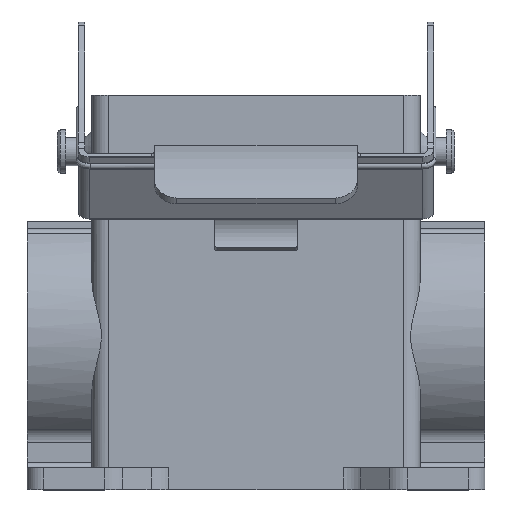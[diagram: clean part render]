
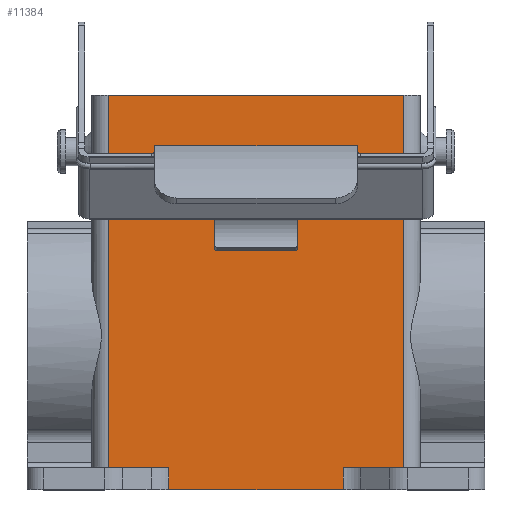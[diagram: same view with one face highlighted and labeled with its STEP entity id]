
A CAD part, top view. The second image highlights one B-rep face of the part: STEP entity #11384.
In plain terms, the highlighted planar face has unit normal (0, 0, 1).
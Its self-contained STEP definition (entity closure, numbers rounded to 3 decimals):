
#177 = DIRECTION ( 'NONE',  ( 1., 0., 0. ) ) ;
#197 = DIRECTION ( 'NONE',  ( 0., -1., 0. ) ) ;
#198 = CARTESIAN_POINT ( 'NONE',  ( 68.75, 72., -6.75 ) ) ;
#199 = CARTESIAN_POINT ( 'NONE',  ( 14.75, 4., -6.75 ) ) ;
#2271 = VECTOR ( 'NONE', #3019, 1000. ) ;
#2273 = VECTOR ( 'NONE', #197, 1000. ) ;
#2275 = VECTOR ( 'NONE', #2890, 1000. ) ;
#2322 = VECTOR ( 'NONE', #177, 1000. ) ;
#2718 = EDGE_LOOP ( 'NONE', ( #10112, #10111, #10113, #10110, #10109, #10108, #10107, #10106 ) ) ;
#2890 = DIRECTION ( 'NONE',  ( -1., 0., 0. ) ) ;
#2918 = CARTESIAN_POINT ( 'NONE',  ( 24., 0., -6.75 ) ) ;
#2962 = CARTESIAN_POINT ( 'NONE',  ( 14.75, 72., -6.75 ) ) ;
#3019 = DIRECTION ( 'NONE',  ( 1., 0., 0. ) ) ;
#3473 = VECTOR ( 'NONE', #7659, 1000. ) ;
#3474 = VECTOR ( 'NONE', #7733, 1000. ) ;
#3602 = VECTOR ( 'NONE', #7455, 1000. ) ;
#3606 = VECTOR ( 'NONE', #7453, 1000. ) ;
#5613 = VERTEX_POINT ( 'NONE', #8826 ) ;
#5713 = FACE_OUTER_BOUND ( 'NONE', #2718, .T. ) ;
#6360 = LINE ( 'NONE', #7735, #3474 ) ;
#6374 = LINE ( 'NONE', #7474, #3606 ) ;
#6375 = LINE ( 'NONE', #7452, #3602 ) ;
#6397 = LINE ( 'NONE', #7661, #3473 ) ;
#6439 = LINE ( 'NONE', #198, #2273 ) ;
#6440 = LINE ( 'NONE', #199, #2322 ) ;
#6476 = LINE ( 'NONE', #2918, #2275 ) ;
#6477 = LINE ( 'NONE', #2962, #2271 ) ;
#7388 = CARTESIAN_POINT ( 'NONE',  ( 14.75, 72., -6.75 ) ) ;
#7452 = CARTESIAN_POINT ( 'NONE',  ( 14.75, 4., -6.75 ) ) ;
#7453 = DIRECTION ( 'NONE',  ( 0., -1., 0. ) ) ;
#7455 = DIRECTION ( 'NONE',  ( 1., 0., 0. ) ) ;
#7474 = CARTESIAN_POINT ( 'NONE',  ( 14.75, 72., -6.75 ) ) ;
#7659 = DIRECTION ( 'NONE',  ( 0., -1., 0. ) ) ;
#7661 = CARTESIAN_POINT ( 'NONE',  ( 25.828, 0., -6.75 ) ) ;
#7666 = CARTESIAN_POINT ( 'NONE',  ( 57.672, 0., -6.75 ) ) ;
#7699 = CARTESIAN_POINT ( 'NONE',  ( 57.672, 4., -6.75 ) ) ;
#7733 = DIRECTION ( 'NONE',  ( 0., 1., 0. ) ) ;
#7735 = CARTESIAN_POINT ( 'NONE',  ( 57.672, 4., -6.75 ) ) ;
#8079 = VERTEX_POINT ( 'NONE', #8720 ) ;
#8082 = VERTEX_POINT ( 'NONE', #8717 ) ;
#8086 = VERTEX_POINT ( 'NONE', #8728 ) ;
#8190 = VERTEX_POINT ( 'NONE', #8596 ) ;
#8351 = VERTEX_POINT ( 'NONE', #7388 ) ;
#8394 = VERTEX_POINT ( 'NONE', #7699 ) ;
#8397 = VERTEX_POINT ( 'NONE', #7666 ) ;
#8596 = CARTESIAN_POINT ( 'NONE',  ( 68.75, 72., -6.75 ) ) ;
#8717 = CARTESIAN_POINT ( 'NONE',  ( 68.75, 4., -6.75 ) ) ;
#8720 = CARTESIAN_POINT ( 'NONE',  ( 25.828, 0., -6.75 ) ) ;
#8728 = CARTESIAN_POINT ( 'NONE',  ( 14.75, 4., -6.75 ) ) ;
#8826 = CARTESIAN_POINT ( 'NONE',  ( 25.828, 4., -6.75 ) ) ;
#10106 = ORIENTED_EDGE ( 'NONE', *, *, #10766, .F. ) ;
#10107 = ORIENTED_EDGE ( 'NONE', *, *, #10679, .F. ) ;
#10108 = ORIENTED_EDGE ( 'NONE', *, *, #10680, .T. ) ;
#10109 = ORIENTED_EDGE ( 'NONE', *, *, #10620, .T. ) ;
#10110 = ORIENTED_EDGE ( 'NONE', *, *, #10764, .F. ) ;
#10111 = ORIENTED_EDGE ( 'NONE', *, *, #10554, .T. ) ;
#10112 = ORIENTED_EDGE ( 'NONE', *, *, #10553, .T. ) ;
#10113 = ORIENTED_EDGE ( 'NONE', *, *, #10621, .T. ) ;
#10434 = AXIS2_PLACEMENT_3D ( 'NONE', #11156, #11095, #11093 ) ;
#10553 = EDGE_CURVE ( 'NONE', #8351, #8086, #6374, .T. ) ;
#10554 = EDGE_CURVE ( 'NONE', #8086, #5613, #6375, .T. ) ;
#10620 = EDGE_CURVE ( 'NONE', #8397, #8394, #6360, .T. ) ;
#10621 = EDGE_CURVE ( 'NONE', #5613, #8079, #6397, .T. ) ;
#10679 = EDGE_CURVE ( 'NONE', #8190, #8082, #6439, .T. ) ;
#10680 = EDGE_CURVE ( 'NONE', #8394, #8082, #6440, .T. ) ;
#10764 = EDGE_CURVE ( 'NONE', #8397, #8079, #6476, .T. ) ;
#10766 = EDGE_CURVE ( 'NONE', #8351, #8190, #6477, .T. ) ;
#11093 = DIRECTION ( 'NONE',  ( -1., 0., 0. ) ) ;
#11095 = DIRECTION ( 'NONE',  ( 0., 0., -1. ) ) ;
#11153 = PLANE ( 'NONE',  #10434 ) ;
#11156 = CARTESIAN_POINT ( 'NONE',  ( 14.75, 72., -6.75 ) ) ;
#11384 = ADVANCED_FACE ( 'NONE', ( #5713 ), #11153, .F. ) ;
